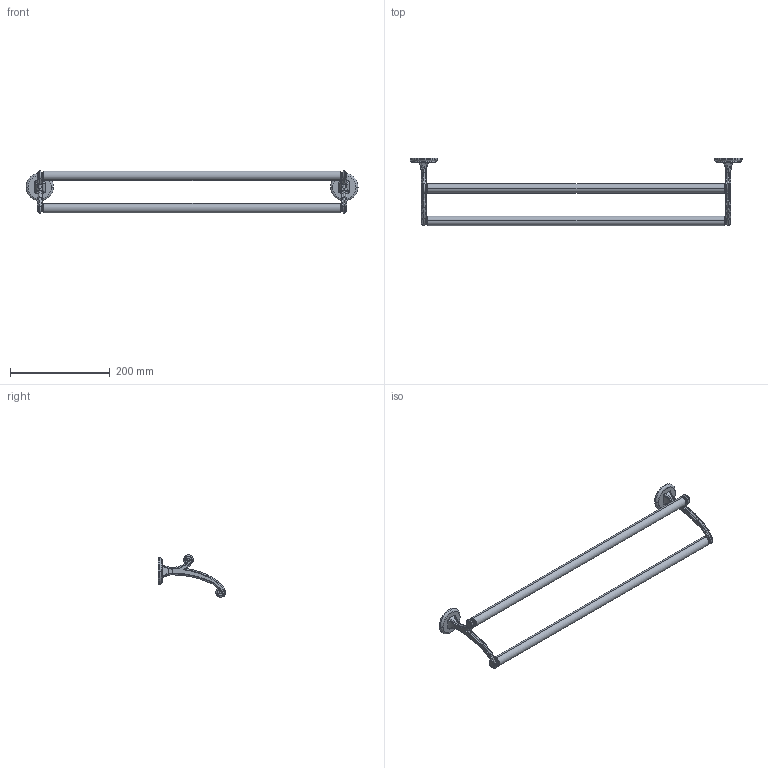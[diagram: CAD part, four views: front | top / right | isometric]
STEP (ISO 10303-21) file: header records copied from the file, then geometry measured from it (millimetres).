
FILE_DESCRIPTION((''),'2;1');
FILE_NAME('2703H_WEB','2010-10-01T',('project'),(''),'PRO/ENGINEER BY PARAMETRIC TECHNOLOGY CORPORATION, 2009300','PRO/ENGINEER BY PARAMETRIC TECHNOLOGY CORPORATION, 2009300','');
FILE_SCHEMA(('CONFIG_CONTROL_DESIGN'));
Length unit declared in the file: inch
Products named in the file (1): 2703H_WEB
Bounding box: 664.59 x 135.55 x 84.99 mm (x, y, z)
Volume: 390428.5 mm3; surface area: 102571.4 mm2
Topology: 1 solids, 5 shells, 512 faces, 1282 edges, 836 vertices
Faces by surface type: plane 228, cylinder 172, torus 84, bspline 16, cone 12
Entity records: 16683 total; most frequent: CARTESIAN_POINT 4166, DIRECTION 2668, ORIENTED_EDGE 2556, EDGE_CURVE 1278, AXIS2_PLACEMENT_3D 1003, VERTEX_POINT 836, VECTOR 662, LINE 662
